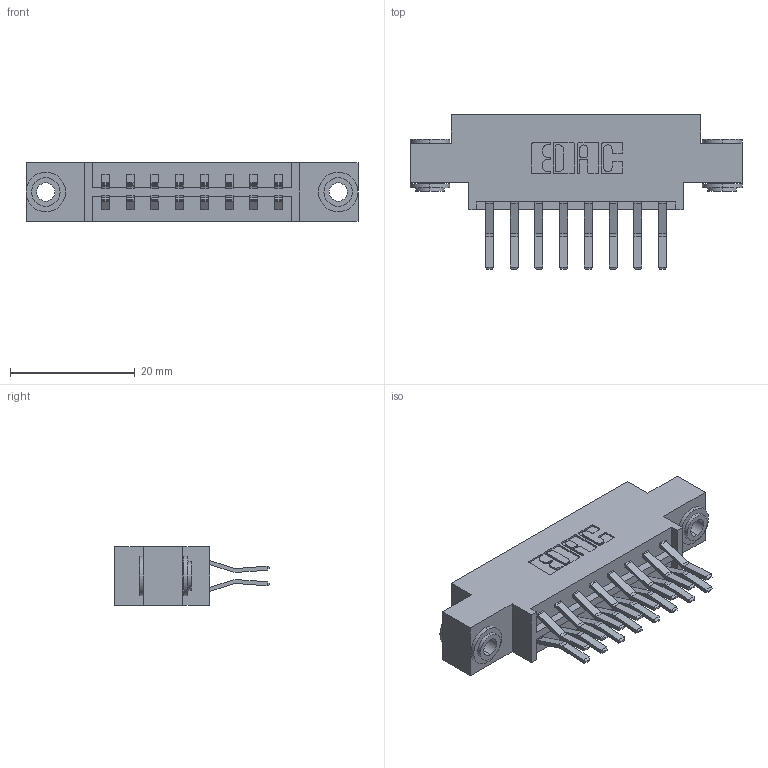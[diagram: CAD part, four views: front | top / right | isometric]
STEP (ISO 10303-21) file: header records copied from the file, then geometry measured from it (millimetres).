
FILE_DESCRIPTION (( 'STEP AP203' ), '1' );
FILE_NAME ('833-016-560-803.STEP', '2020-05-31T19:22:13', ( '' ), ( '' ), 'SwSTEP 2.0', 'SolidWorks 2020', '' );
FILE_SCHEMA (( 'CONFIG_CONTROL_DESIGN' ));
Length unit declared in the file: inch
Products named in the file (4): 345-292-001_560 Tail; 833 Part_Offset - .156 Dia - TH; 345-250-002_345-250-002-102; 833-016-560-803
Assembly tree (19 placements, depth 2):
  833-016-560-803
    833 Part_Offset - .156 Dia - TH
    345-292-001_560 Tail  x16
    345-250-002_345-250-002-102  x2
Bounding box: 53.24 x 24.78 x 9.4 mm (x, y, z)
Volume: 5013.8 mm3; surface area: 6303.2 mm2
Topology: 19 solids, 19 shells, 1020 faces, 2975 edges, 1958 vertices
Faces by surface type: plane 660, cylinder 352, cone 8
Entity records: 10414 total; most frequent: CARTESIAN_POINT 1745, ORIENTED_EDGE 1674, DIRECTION 1587, EDGE_CURVE 837, VECTOR 681, LINE 681, VERTEX_POINT 554, AXIS2_PLACEMENT_3D 453
